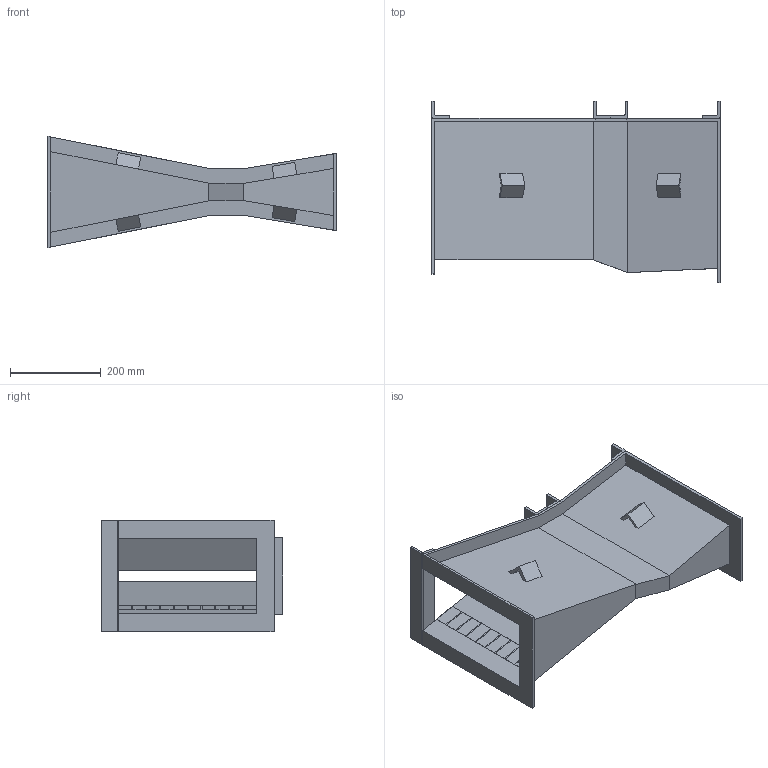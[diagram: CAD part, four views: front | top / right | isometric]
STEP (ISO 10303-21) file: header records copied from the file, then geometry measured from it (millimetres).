
FILE_DESCRIPTION (( 'STEP AP214' ), '1' );
FILE_NAME ('1in Parshall flume Assem1 no options.STEP', '2020-08-12T13:27:02', ( '' ), ( '' ), 'SwSTEP 2.0', 'SolidWorks 2020', '' );
FILE_SCHEMA (( 'AUTOMOTIVE_DESIGN' ));
Length unit declared in the file: inch
Products named in the file (5): Angle bracket; MirrorAngle bracket; 1in Parshal Flume_1 inch; 1in Parshall flume Assem1 no options; Parshall Staff Gauge 24in long parshall staff gauge_English Staff Gauge - 12"
Assembly tree (6 placements, depth 2):
  1in Parshall flume Assem1 no options
    1in Parshal Flume_1 inch
    Angle bracket  x3
    MirrorAngle bracket
    Parshall Staff Gauge 24in long parshall staff gauge_English Staff Gauge - 12"
Bounding box: 635 x 400.39 x 245.19 mm (x, y, z)
Volume: 3893945.9 mm3; surface area: 1291596 mm2
Topology: 10 solids, 10 shells, 148 faces, 380 edges, 252 vertices
Faces by surface type: plane 140, cylinder 8
Entity records: 4924 total; most frequent: CARTESIAN_POINT 737, ORIENTED_EDGE 688, DIRECTION 626, EDGE_CURVE 344, LINE 328, VECTOR 328, VERTEX_POINT 228, AXIS2_PLACEMENT_3D 149
